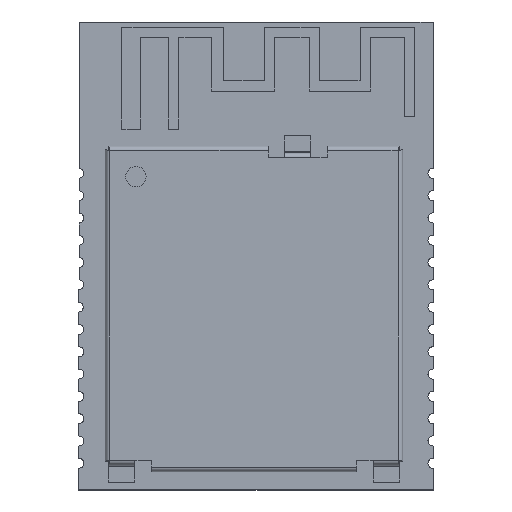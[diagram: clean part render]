
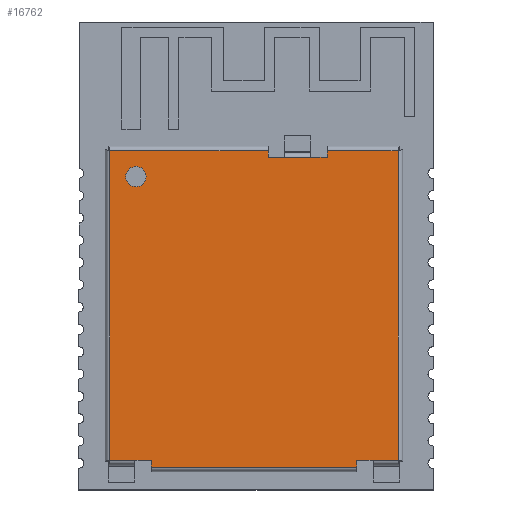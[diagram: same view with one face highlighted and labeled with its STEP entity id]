
A CAD part, top view. The second image highlights one B-rep face of the part: STEP entity #16762.
In plain terms, the highlighted face is planar.
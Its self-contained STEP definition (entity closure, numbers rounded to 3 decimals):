
#508=FACE_BOUND('',#3981,.T.);
#1626=CIRCLE('',#18485,0.5);
#2858=FACE_OUTER_BOUND('',#3980,.T.);
#3980=EDGE_LOOP('',(#14897,#14898,#14899,#14900,#14901,#14902,#14903,#14904,
#14905,#14906,#14907,#14908,#14909,#14910,#14911,#14912));
#3981=EDGE_LOOP('',(#14913));
#5379=LINE('',#29126,#6889);
#5385=LINE('',#29174,#6895);
#5412=LINE('',#29262,#6922);
#5424=LINE('',#29288,#6934);
#5426=LINE('',#29292,#6936);
#5428=LINE('',#29296,#6938);
#5429=LINE('',#29298,#6939);
#5430=LINE('',#29300,#6940);
#5431=LINE('',#29301,#6941);
#5432=LINE('',#29303,#6942);
#5433=LINE('',#29305,#6943);
#5434=LINE('',#29307,#6944);
#5435=LINE('',#29309,#6945);
#5436=LINE('',#29311,#6946);
#5437=LINE('',#29313,#6947);
#5438=LINE('',#29314,#6948);
#6889=VECTOR('',#22830,1.);
#6895=VECTOR('',#22842,1.);
#6922=VECTOR('',#22895,1.);
#6934=VECTOR('',#22923,1.);
#6936=VECTOR('',#22927,1.);
#6938=VECTOR('',#22931,1.);
#6939=VECTOR('',#22932,1.);
#6940=VECTOR('',#22933,1.);
#6941=VECTOR('',#22934,1.);
#6942=VECTOR('',#22935,1.);
#6943=VECTOR('',#22936,1.);
#6944=VECTOR('',#22937,1.);
#6945=VECTOR('',#22938,1.);
#6946=VECTOR('',#22939,1.);
#6947=VECTOR('',#22940,1.);
#6948=VECTOR('',#22941,1.);
#8349=VERTEX_POINT('',#29124);
#8350=VERTEX_POINT('',#29125);
#8358=VERTEX_POINT('',#29172);
#8379=VERTEX_POINT('',#29255);
#8381=VERTEX_POINT('',#29261);
#8387=VERTEX_POINT('',#29287);
#8388=VERTEX_POINT('',#29291);
#8389=VERTEX_POINT('',#29295);
#8390=VERTEX_POINT('',#29297);
#8391=VERTEX_POINT('',#29299);
#8392=VERTEX_POINT('',#29302);
#8393=VERTEX_POINT('',#29304);
#8394=VERTEX_POINT('',#29306);
#8395=VERTEX_POINT('',#29308);
#8396=VERTEX_POINT('',#29310);
#8397=VERTEX_POINT('',#29312);
#8398=VERTEX_POINT('',#29315);
#10506=EDGE_CURVE('',#8349,#8350,#5379,.T.);
#10515=EDGE_CURVE('',#8349,#8358,#5385,.T.);
#10547=EDGE_CURVE('',#8379,#8381,#5412,.T.);
#10560=EDGE_CURVE('',#8381,#8387,#5424,.T.);
#10562=EDGE_CURVE('',#8388,#8387,#5426,.T.);
#10564=EDGE_CURVE('',#8379,#8389,#5428,.T.);
#10565=EDGE_CURVE('',#8389,#8390,#5429,.T.);
#10566=EDGE_CURVE('',#8391,#8390,#5430,.T.);
#10567=EDGE_CURVE('',#8350,#8391,#5431,.T.);
#10568=EDGE_CURVE('',#8392,#8358,#5432,.T.);
#10569=EDGE_CURVE('',#8393,#8392,#5433,.T.);
#10570=EDGE_CURVE('',#8393,#8394,#5434,.T.);
#10571=EDGE_CURVE('',#8395,#8394,#5435,.T.);
#10572=EDGE_CURVE('',#8396,#8395,#5436,.T.);
#10573=EDGE_CURVE('',#8397,#8396,#5437,.T.);
#10574=EDGE_CURVE('',#8388,#8397,#5438,.T.);
#10575=EDGE_CURVE('',#8398,#8398,#1626,.T.);
#14897=ORIENTED_EDGE('',*,*,#10547,.F.);
#14898=ORIENTED_EDGE('',*,*,#10564,.T.);
#14899=ORIENTED_EDGE('',*,*,#10565,.T.);
#14900=ORIENTED_EDGE('',*,*,#10566,.F.);
#14901=ORIENTED_EDGE('',*,*,#10567,.F.);
#14902=ORIENTED_EDGE('',*,*,#10506,.F.);
#14903=ORIENTED_EDGE('',*,*,#10515,.T.);
#14904=ORIENTED_EDGE('',*,*,#10568,.F.);
#14905=ORIENTED_EDGE('',*,*,#10569,.F.);
#14906=ORIENTED_EDGE('',*,*,#10570,.T.);
#14907=ORIENTED_EDGE('',*,*,#10571,.F.);
#14908=ORIENTED_EDGE('',*,*,#10572,.F.);
#14909=ORIENTED_EDGE('',*,*,#10573,.F.);
#14910=ORIENTED_EDGE('',*,*,#10574,.F.);
#14911=ORIENTED_EDGE('',*,*,#10562,.T.);
#14912=ORIENTED_EDGE('',*,*,#10560,.F.);
#14913=ORIENTED_EDGE('',*,*,#10575,.F.);
#15777=PLANE('',#18484);
#16762=ADVANCED_FACE('',(#2858,#508),#15777,.T.);
#18484=AXIS2_PLACEMENT_3D('',#29294,#22929,#22930);
#18485=AXIS2_PLACEMENT_3D('',#29316,#22942,#22943);
#22830=DIRECTION('',(1.,0.,0.));
#22842=DIRECTION('',(0.,0.,1.));
#22895=DIRECTION('',(-1.,0.,0.));
#22923=DIRECTION('',(0.,0.,-1.));
#22927=DIRECTION('',(1.,0.,0.));
#22929=DIRECTION('center_axis',(0.,1.,0.));
#22930=DIRECTION('ref_axis',(1.,0.,0.));
#22931=DIRECTION('',(0.,0.,-1.));
#22932=DIRECTION('',(1.,0.,0.));
#22933=DIRECTION('',(-1.,0.,0.));
#22934=DIRECTION('',(0.,0.,1.));
#22935=DIRECTION('',(1.,0.,0.));
#22936=DIRECTION('',(1.,0.,0.));
#22937=DIRECTION('',(-1.,0.,0.));
#22938=DIRECTION('',(0.,0.,1.));
#22939=DIRECTION('',(1.,0.,0.));
#22940=DIRECTION('',(0.,0.,-1.));
#22941=DIRECTION('',(-1.,0.,0.));
#22942=DIRECTION('center_axis',(0.,1.,0.));
#22943=DIRECTION('ref_axis',(-1.,0.,0.));
#29124=CARTESIAN_POINT('',(3.337,0.15,-5.183));
#29125=CARTESIAN_POINT('',(6.824,0.15,-5.183));
#29126=CARTESIAN_POINT('',(3.337,0.15,-5.183));
#29172=CARTESIAN_POINT('',(3.337,0.15,-4.844));
#29174=CARTESIAN_POINT('',(3.337,0.15,-5.183));
#29255=CARTESIAN_POINT('',(4.794,0.15,10.377));
#29261=CARTESIAN_POINT('',(-5.306,0.15,10.377));
#29262=CARTESIAN_POINT('',(4.794,0.15,10.377));
#29287=CARTESIAN_POINT('',(-5.306,0.15,10.037));
#29288=CARTESIAN_POINT('',(-5.306,0.15,10.377));
#29291=CARTESIAN_POINT('',(-6.106,0.15,10.037));
#29292=CARTESIAN_POINT('',(-6.106,0.15,10.037));
#29294=CARTESIAN_POINT('Origin',(0.,0.15,0.));
#29295=CARTESIAN_POINT('',(4.794,0.15,10.037));
#29296=CARTESIAN_POINT('',(4.794,0.15,10.377));
#29297=CARTESIAN_POINT('',(5.594,0.15,10.037));
#29298=CARTESIAN_POINT('',(4.794,0.15,10.037));
#29299=CARTESIAN_POINT('',(6.824,0.15,10.037));
#29300=CARTESIAN_POINT('',(6.824,0.15,10.037));
#29301=CARTESIAN_POINT('',(6.824,0.15,-5.183));
#29302=CARTESIAN_POINT('',(2.537,0.15,-4.844));
#29303=CARTESIAN_POINT('',(2.537,0.15,-4.844));
#29304=CARTESIAN_POINT('',(1.233,0.15,-4.844));
#29305=CARTESIAN_POINT('',(1.233,0.15,-4.844));
#29306=CARTESIAN_POINT('',(0.433,0.15,-4.844));
#29307=CARTESIAN_POINT('',(1.233,0.15,-4.844));
#29308=CARTESIAN_POINT('',(0.433,0.15,-5.183));
#29309=CARTESIAN_POINT('',(0.433,0.15,-5.183));
#29310=CARTESIAN_POINT('',(-7.336,0.15,-5.183));
#29311=CARTESIAN_POINT('',(-7.336,0.15,-5.183));
#29312=CARTESIAN_POINT('',(-7.336,0.15,10.037));
#29313=CARTESIAN_POINT('',(-7.336,0.15,10.037));
#29314=CARTESIAN_POINT('',(-6.106,0.15,10.037));
#29315=CARTESIAN_POINT('',(-5.556,0.15,-3.903));
#29316=CARTESIAN_POINT('Origin',(-6.056,0.15,-3.903));
